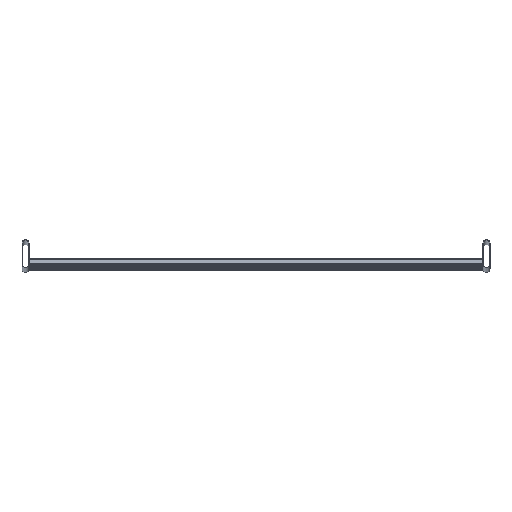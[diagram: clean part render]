
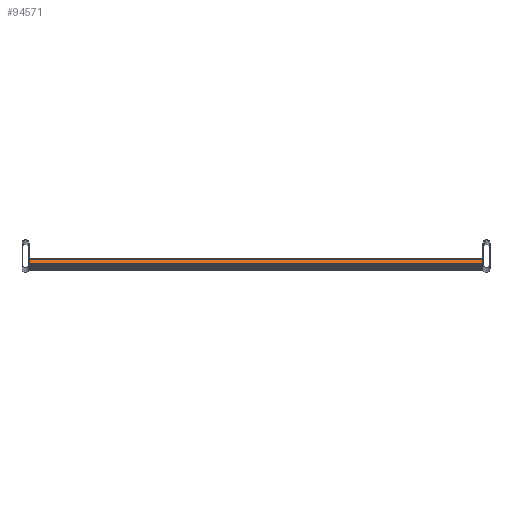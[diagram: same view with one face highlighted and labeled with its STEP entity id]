
A CAD part, top view. The second image highlights one B-rep face of the part: STEP entity #94571.
In plain terms, the highlighted planar face has unit normal (0, 0.314, 0.949).
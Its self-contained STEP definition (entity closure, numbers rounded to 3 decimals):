
#418 = CARTESIAN_POINT ( 'NONE',  ( 485., -11.715, 2886.067 ) ) ;
#3302 = VECTOR ( 'NONE', #22393, 1000. ) ;
#5376 = DIRECTION ( 'NONE',  ( 0., 0.314, 0.949 ) ) ;
#9629 = CARTESIAN_POINT ( 'NONE',  ( -485., -11.715, 2886.067 ) ) ;
#20420 = DIRECTION ( 'NONE',  ( -1., 0., 0. ) ) ;
#20465 = AXIS2_PLACEMENT_3D ( 'NONE', #132085, #5376, #94308 ) ;
#21045 = CARTESIAN_POINT ( 'NONE',  ( 485., -11.715, 2886.067 ) ) ;
#22393 = DIRECTION ( 'NONE',  ( 0., 0.949, -0.314 ) ) ;
#24112 = CARTESIAN_POINT ( 'NONE',  ( 485., -21.715, 2889.374 ) ) ;
#30336 = PLANE ( 'NONE',  #20465 ) ;
#32534 = ORIENTED_EDGE ( 'NONE', *, *, #74777, .F. ) ;
#36581 = ORIENTED_EDGE ( 'NONE', *, *, #116240, .T. ) ;
#42403 = LINE ( 'NONE', #146869, #147880 ) ;
#43707 = EDGE_CURVE ( 'NONE', #46055, #115350, #102633, .T. ) ;
#45805 = FACE_OUTER_BOUND ( 'NONE', #99090, .T. ) ;
#46055 = VERTEX_POINT ( 'NONE', #24112 ) ;
#70680 = DIRECTION ( 'NONE',  ( -1., 0., 0. ) ) ;
#70929 = LINE ( 'NONE', #9629, #3302 ) ;
#71030 = CARTESIAN_POINT ( 'NONE',  ( 485., -21.715, 2889.374 ) ) ;
#74777 = EDGE_CURVE ( 'NONE', #123009, #115385, #70929, .T. ) ;
#82203 = VECTOR ( 'NONE', #20420, 1000. ) ;
#90956 = CARTESIAN_POINT ( 'NONE',  ( -485., -11.715, 2886.067 ) ) ;
#94308 = DIRECTION ( 'NONE',  ( 0., -0.949, 0.314 ) ) ;
#94571 = ADVANCED_FACE ( 'NONE', ( #45805 ), #30336, .T. ) ;
#97195 = DIRECTION ( 'NONE',  ( 0., 0.949, -0.314 ) ) ;
#99090 = EDGE_LOOP ( 'NONE', ( #32534, #148114, #108156, #36581 ) ) ;
#102633 = LINE ( 'NONE', #21045, #132493 ) ;
#108156 = ORIENTED_EDGE ( 'NONE', *, *, #43707, .T. ) ;
#115350 = VERTEX_POINT ( 'NONE', #418 ) ;
#115385 = VERTEX_POINT ( 'NONE', #90956 ) ;
#115992 = LINE ( 'NONE', #71030, #82203 ) ;
#116240 = EDGE_CURVE ( 'NONE', #115350, #115385, #42403, .T. ) ;
#117303 = CARTESIAN_POINT ( 'NONE',  ( -485., -21.715, 2889.374 ) ) ;
#123009 = VERTEX_POINT ( 'NONE', #117303 ) ;
#132085 = CARTESIAN_POINT ( 'NONE',  ( 485., -11.715, 2886.067 ) ) ;
#132493 = VECTOR ( 'NONE', #97195, 1000. ) ;
#136555 = EDGE_CURVE ( 'NONE', #46055, #123009, #115992, .T. ) ;
#146869 = CARTESIAN_POINT ( 'NONE',  ( 485., -11.715, 2886.067 ) ) ;
#147880 = VECTOR ( 'NONE', #70680, 1000. ) ;
#148114 = ORIENTED_EDGE ( 'NONE', *, *, #136555, .F. ) ;
